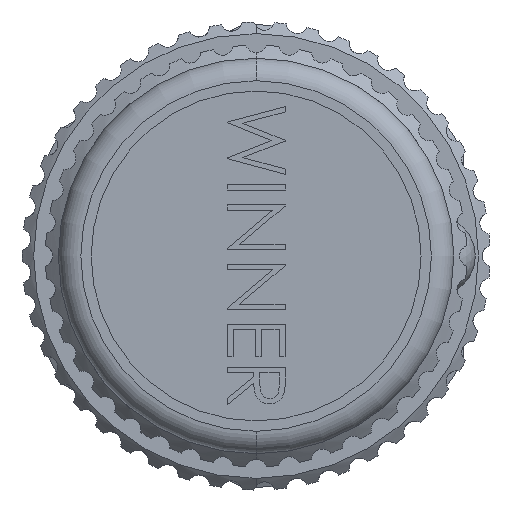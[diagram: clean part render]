
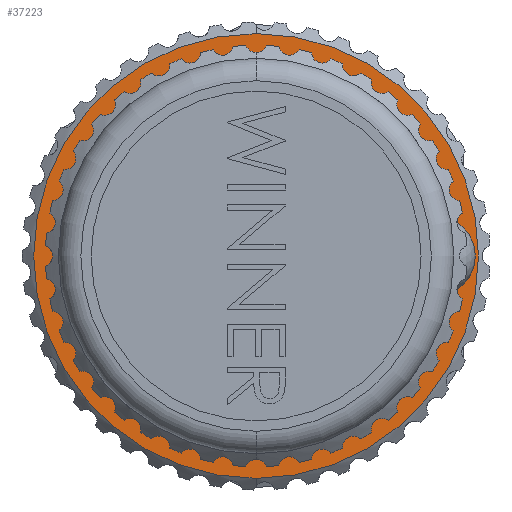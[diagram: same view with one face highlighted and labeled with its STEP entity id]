
A CAD part, left-side view. The second image highlights one B-rep face of the part: STEP entity #37223.
In plain terms, the highlighted planar face has unit normal (-1, 0, 0).
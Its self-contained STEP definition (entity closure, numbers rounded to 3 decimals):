
#390 = AXIS2_PLACEMENT_3D ( 'NONE', #10906, #5997, #35203 ) ;
#698 = CIRCLE ( 'NONE', #16764, 8.56 ) ;
#3851 = CARTESIAN_POINT ( 'NONE',  ( -8.57, 0., -8.56 ) ) ;
#5765 = ORIENTED_EDGE ( 'NONE', *, *, #56627, .F. ) ;
#5997 = DIRECTION ( 'NONE',  ( -1., 0., 0. ) ) ;
#8405 = ORIENTED_EDGE ( 'NONE', *, *, #34012, .T. ) ;
#9257 = DIRECTION ( 'NONE',  ( -1., 0., 0. ) ) ;
#10906 = CARTESIAN_POINT ( 'NONE',  ( -8.57, 0., 0. ) ) ;
#11923 = CARTESIAN_POINT ( 'NONE',  ( -8.57, 0., 0. ) ) ;
#12055 = EDGE_LOOP ( 'NONE', ( #8405, #51395 ) ) ;
#12568 = DIRECTION ( 'NONE',  ( 0., 0., -1. ) ) ;
#12572 = AXIS2_PLACEMENT_3D ( 'NONE', #17516, #17737, #27307 ) ;
#13960 = DIRECTION ( 'NONE',  ( 0., 0., -1. ) ) ;
#15108 = AXIS2_PLACEMENT_3D ( 'NONE', #24194, #9257, #13960 ) ;
#16764 = AXIS2_PLACEMENT_3D ( 'NONE', #44069, #58978, #19162 ) ;
#17516 = CARTESIAN_POINT ( 'NONE',  ( -8.57, 0., 0. ) ) ;
#17737 = DIRECTION ( 'NONE',  ( -1., 0., 0. ) ) ;
#19074 = CIRCLE ( 'NONE', #26308, 15.3 ) ;
#19162 = DIRECTION ( 'NONE',  ( 0., 0., -1. ) ) ;
#19969 = VERTEX_POINT ( 'NONE', #3851 ) ;
#22218 = ORIENTED_EDGE ( 'NONE', *, *, #61474, .F. ) ;
#24090 = VERTEX_POINT ( 'NONE', #33466 ) ;
#24194 = CARTESIAN_POINT ( 'NONE',  ( -8.57, 0., 0. ) ) ;
#26308 = AXIS2_PLACEMENT_3D ( 'NONE', #11923, #46238, #12568 ) ;
#27307 = DIRECTION ( 'NONE',  ( 0., 0., -1. ) ) ;
#27748 = EDGE_LOOP ( 'NONE', ( #22218, #5765 ) ) ;
#28016 = EDGE_CURVE ( 'NONE', #24090, #51109, #19074, .T. ) ;
#28055 = CARTESIAN_POINT ( 'NONE',  ( -8.57, 0., 15.3 ) ) ;
#29506 = CIRCLE ( 'NONE', #390, 8.56 ) ;
#33466 = CARTESIAN_POINT ( 'NONE',  ( -8.57, 0., -15.3 ) ) ;
#33483 = FACE_BOUND ( 'NONE', #27748, .T. ) ;
#34012 = EDGE_CURVE ( 'NONE', #51109, #24090, #51179, .T. ) ;
#35111 = CARTESIAN_POINT ( 'NONE',  ( -8.57, 0., 8.56 ) ) ;
#35203 = DIRECTION ( 'NONE',  ( 0., 0., -1. ) ) ;
#37223 = ADVANCED_FACE ( 'NONE', ( #33483, #38817 ), #43183, .T. ) ;
#38817 = FACE_OUTER_BOUND ( 'NONE', #12055, .T. ) ;
#43183 = PLANE ( 'NONE',  #15108 ) ;
#44069 = CARTESIAN_POINT ( 'NONE',  ( -8.57, 0., 0. ) ) ;
#46238 = DIRECTION ( 'NONE',  ( -1., 0., 0. ) ) ;
#51109 = VERTEX_POINT ( 'NONE', #28055 ) ;
#51179 = CIRCLE ( 'NONE', #12572, 15.3 ) ;
#51395 = ORIENTED_EDGE ( 'NONE', *, *, #28016, .T. ) ;
#55042 = VERTEX_POINT ( 'NONE', #35111 ) ;
#56627 = EDGE_CURVE ( 'NONE', #55042, #19969, #698, .T. ) ;
#58978 = DIRECTION ( 'NONE',  ( -1., 0., 0. ) ) ;
#61474 = EDGE_CURVE ( 'NONE', #19969, #55042, #29506, .T. ) ;
